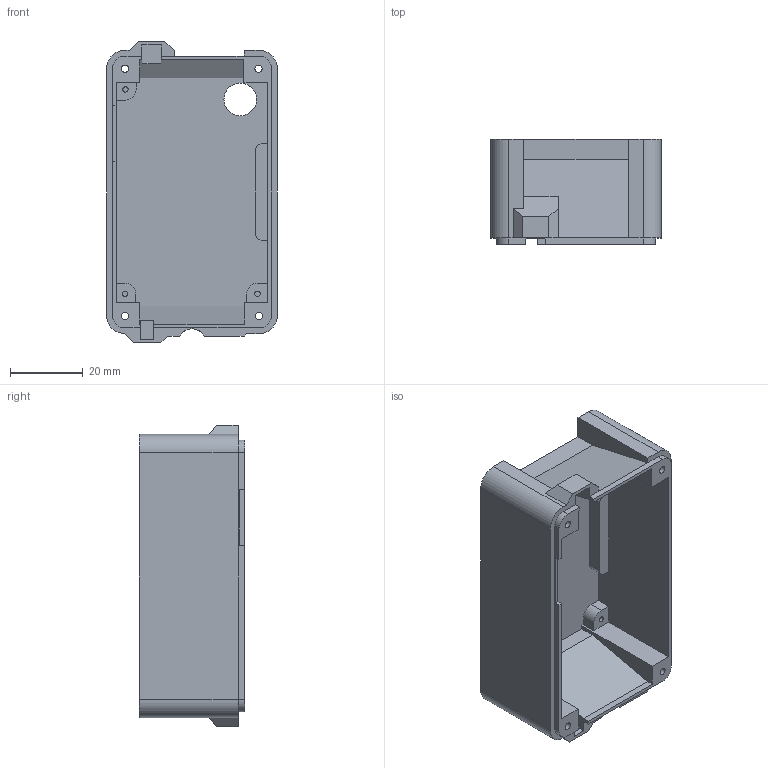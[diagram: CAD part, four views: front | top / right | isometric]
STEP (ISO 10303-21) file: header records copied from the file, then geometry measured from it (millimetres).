
FILE_DESCRIPTION(/* description */ (''),/* implementation_level */ '2;1');
FILE_NAME(/* name */ 'box.step',/* time_stamp */ '2020-09-30T16:10:17-07:00',/* author */ (''),/* organization */ (''),/* preprocessor_version */ 'ST-DEVELOPER v18.1',/* originating_system */ 'Autodesk Translation Framework v9.3.0.1241',/* authorisation */ '');
FILE_SCHEMA (('AUTOMOTIVE_DESIGN { 1 0 10303 214 3 1 1 }'));
Length unit declared in the file: millimetre
Products named in the file (2): plate-mk2; box
Assembly tree (1 placements, depth 2):
  plate-mk2
    box
Bounding box: 47 x 28.95 x 83.09 mm (x, y, z)
Volume: 22700.5 mm3; surface area: 21744.7 mm2
Topology: 1 solids, 1 shells, 455 faces, 1265 edges, 842 vertices
Faces by surface type: bspline 249, plane 180, cylinder 26
Full cylindrical faces by diameter (mm): 1.5 x3, 2 x4, 5 x4, 9 x1
Entity records: 16851 total; most frequent: CARTESIAN_POINT 6798, ORIENTED_EDGE 2530, EDGE_CURVE 1265, DIRECTION 1237, VERTEX_POINT 842, LINE 715, VECTOR 715, B_SPLINE_CURVE_WITH_KNOTS 498
